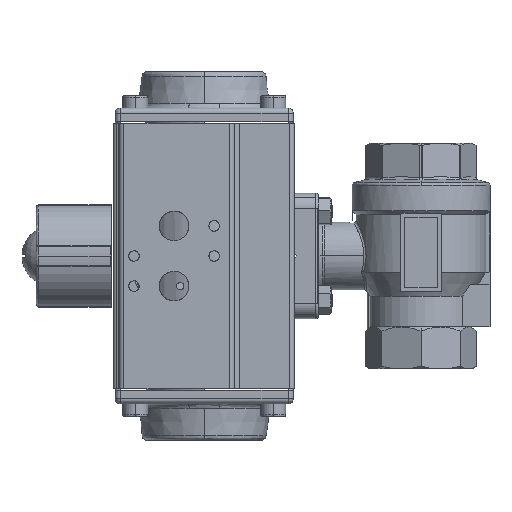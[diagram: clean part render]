
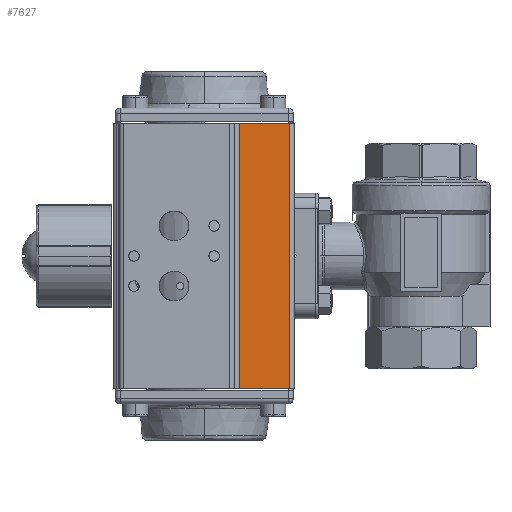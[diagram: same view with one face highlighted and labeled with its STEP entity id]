
A CAD part, left-side view. The second image highlights one B-rep face of the part: STEP entity #7627.
In plain terms, the highlighted planar face has unit normal (1, 0, 0).
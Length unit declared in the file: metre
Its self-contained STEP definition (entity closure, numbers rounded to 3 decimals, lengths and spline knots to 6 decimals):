
#1359 = ORIENTED_EDGE ( 'NONE', *, *, #32220, .T. ) ;
#3009 = VERTEX_POINT ( 'NONE', #64435 ) ;
#3558 = LINE ( 'NONE', #59667, #19888 ) ;
#4109 = VERTEX_POINT ( 'NONE', #19997 ) ;
#5770 = EDGE_CURVE ( 'NONE', #61950, #4109, #10743, .T. ) ;
#6285 = VECTOR ( 'NONE', #15774, 1. ) ;
#7627 = ADVANCED_FACE ( 'NONE', ( #20664 ), #20280, .T. ) ;
#8328 = DIRECTION ( 'NONE',  ( 0., 1., 0. ) ) ;
#10743 = LINE ( 'NONE', #69334, #56890 ) ;
#12124 = ORIENTED_EDGE ( 'NONE', *, *, #36758, .T. ) ;
#15774 = DIRECTION ( 'NONE',  ( 0., 0., 1. ) ) ;
#19734 = LINE ( 'NONE', #43099, #25252 ) ;
#19888 = VECTOR ( 'NONE', #72489, 1. ) ;
#19997 = CARTESIAN_POINT ( 'NONE',  ( -0.057309, -0.045413, 0.094 ) ) ;
#20280 = PLANE ( 'NONE',  #44863 ) ;
#20664 = FACE_OUTER_BOUND ( 'NONE', #66688, .T. ) ;
#25252 = VECTOR ( 'NONE', #8328, 1. ) ;
#27142 = DIRECTION ( 'NONE',  ( 1., 0., 0. ) ) ;
#32220 = EDGE_CURVE ( 'NONE', #63915, #61950, #3558, .T. ) ;
#33210 = DIRECTION ( 'NONE',  ( 0., 0., -1. ) ) ;
#36758 = EDGE_CURVE ( 'NONE', #4109, #3009, #19734, .T. ) ;
#37914 = ORIENTED_EDGE ( 'NONE', *, *, #51614, .T. ) ;
#43099 = CARTESIAN_POINT ( 'NONE',  ( -0.057309, -0.045413, 0.094 ) ) ;
#44863 = AXIS2_PLACEMENT_3D ( 'NONE', #55049, #27142, #50119 ) ;
#44866 = LINE ( 'NONE', #56986, #6285 ) ;
#50119 = DIRECTION ( 'NONE',  ( 0., 1., 0. ) ) ;
#51614 = EDGE_CURVE ( 'NONE', #3009, #63915, #44866, .T. ) ;
#53127 = ORIENTED_EDGE ( 'NONE', *, *, #5770, .T. ) ;
#55049 = CARTESIAN_POINT ( 'NONE',  ( -0.057309, -0.045413, 0.094 ) ) ;
#56890 = VECTOR ( 'NONE', #33210, 1. ) ;
#56986 = CARTESIAN_POINT ( 'NONE',  ( -0.057309, -0.025413, 0.094 ) ) ;
#59667 = CARTESIAN_POINT ( 'NONE',  ( -0.057309, -0.045413, 0.2 ) ) ;
#59699 = CARTESIAN_POINT ( 'NONE',  ( -0.057309, -0.045413, 0.2 ) ) ;
#60476 = CARTESIAN_POINT ( 'NONE',  ( -0.057309, -0.025413, 0.2 ) ) ;
#61950 = VERTEX_POINT ( 'NONE', #59699 ) ;
#63915 = VERTEX_POINT ( 'NONE', #60476 ) ;
#64435 = CARTESIAN_POINT ( 'NONE',  ( -0.057309, -0.025413, 0.094 ) ) ;
#66688 = EDGE_LOOP ( 'NONE', ( #37914, #1359, #53127, #12124 ) ) ;
#69334 = CARTESIAN_POINT ( 'NONE',  ( -0.057309, -0.045413, 0.094 ) ) ;
#72489 = DIRECTION ( 'NONE',  ( 0., -1., 0. ) ) ;
